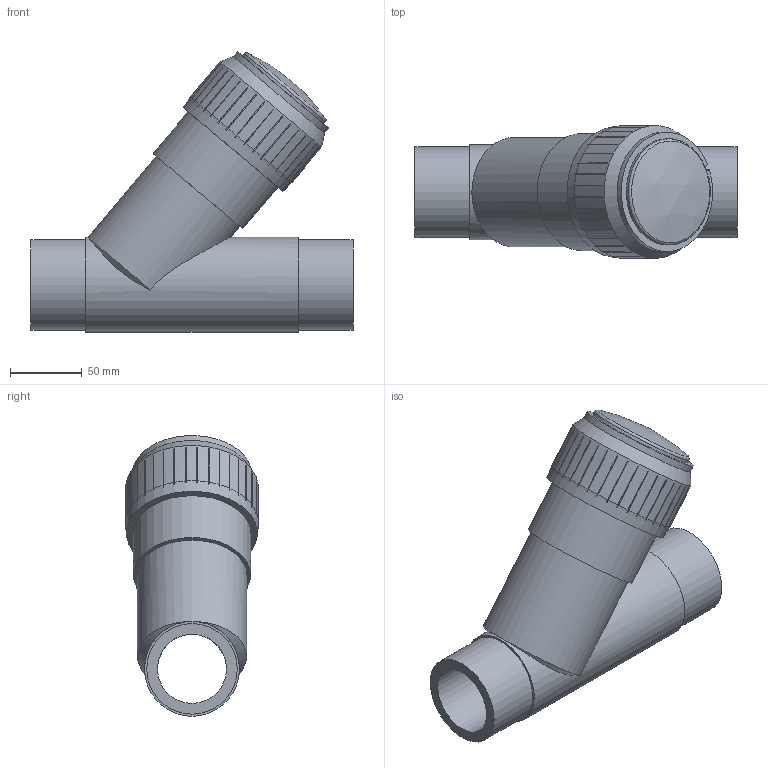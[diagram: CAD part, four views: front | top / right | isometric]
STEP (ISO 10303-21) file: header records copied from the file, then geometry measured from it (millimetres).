
FILE_DESCRIPTION(/* description */ (''),/* implementation_level */ '2;1');
FILE_NAME(/* name */ 'VRDV063E.iam.stp',/* time_stamp */ '2013-10-01T10:41:48+02:00',/* author */ ('bfaro'),/* organization */ (''),/* preprocessor_version */ 'ST-DEVELOPER v15.2',/* originating_system */ 'Autodesk Inventor 2014',/* authorisation */ '');
FILE_SCHEMA (('AUTOMOTIVE_DESIGN { 1 0 10303 214 3 1 1 }'));
Length unit declared in the file: millimetre
Products named in the file (3): cassa RVD-V 63; Coperchio RV 63; VRDV063E
Bounding box: 224 x 92.48 x 195.17 mm (x, y, z)
Volume: 927935.2 mm3; surface area: 147134.7 mm2
Topology: 2 solids, 2 shells, 173 faces, 495 edges, 330 vertices
Faces by surface type: plane 120, cylinder 47, cone 4, torus 1, sphere 1
Full cylindrical faces by diameter (mm): 47 x1, 48 x1, 62 x1, 63 x2, 66 x1, 73.9 x1, 76 x1, 81.534 x1, 92.5 x1
Entity records: 5764 total; most frequent: CARTESIAN_POINT 1133, DIRECTION 990, ORIENTED_EDGE 940, EDGE_CURVE 470, AXIS2_PLACEMENT_3D 347, VERTEX_POINT 319, LINE 296, VECTOR 296
